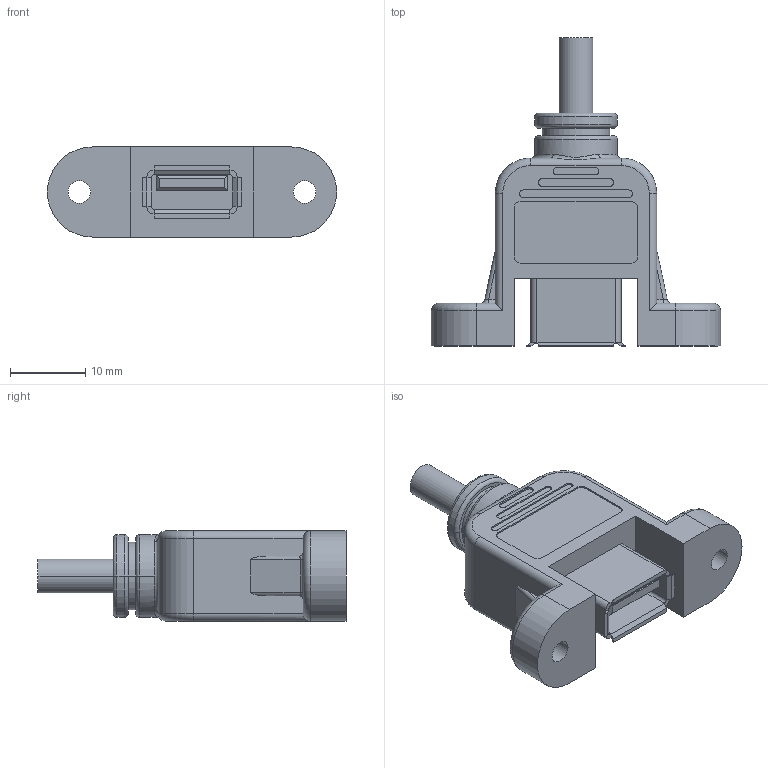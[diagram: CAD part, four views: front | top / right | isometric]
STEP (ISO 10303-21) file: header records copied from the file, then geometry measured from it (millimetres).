
FILE_DESCRIPTION(('FreeCAD Model'),'2;1');
FILE_NAME('MARS-Chassie-mounted_USB_01.stp','2020-05-09T19:48:20',('Author') ,(''),'Open CASCADE STEP processor 6.9','FreeCAD','Unknown');
FILE_SCHEMA(('AUTOMOTIVE_DESIGN { 1 0 10303 214 1 1 1 1 }'));
Length unit declared in the file: millimetre
Products named in the file (1): 0000275429001
Bounding box: 38.5 x 41 x 12 mm (x, y, z)
Volume: 6440.4 mm3; surface area: 3737.3 mm2
Topology: 1 solids, 1 shells, 179 faces, 430 edges, 266 vertices
Faces by surface type: plane 95, cylinder 64, torus 14, bspline 6
Entity records: 16590 total; most frequent: CARTESIAN_POINT 6614, DIRECTION 1657, LINE 979, VECTOR 979, ORIENTED_EDGE 860, PCURVE 860, DEFINITIONAL_REPRESENTATION 860, EDGE_CURVE 430
